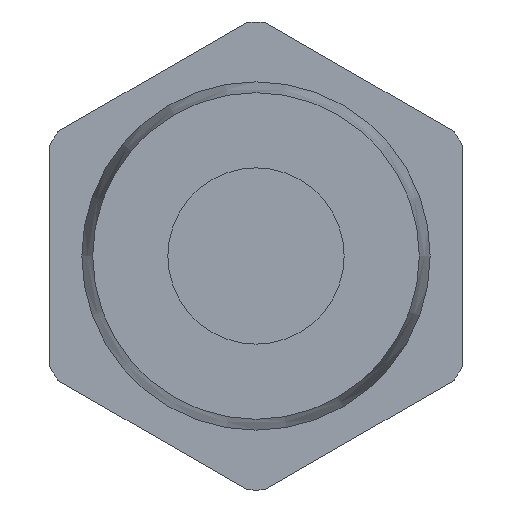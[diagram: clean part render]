
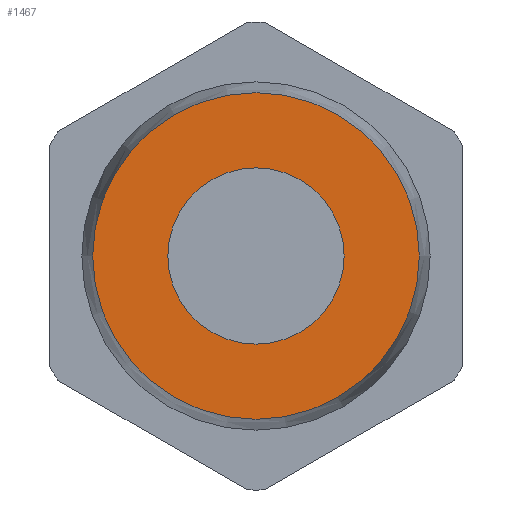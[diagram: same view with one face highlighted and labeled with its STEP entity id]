
A CAD part, front view. The second image highlights one B-rep face of the part: STEP entity #1467.
In plain terms, the highlighted planar face has unit normal (0, -1, 0).
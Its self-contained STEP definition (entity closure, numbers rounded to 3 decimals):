
#480=FACE_BOUND('',#2292,.T.);
#481=FACE_BOUND('',#2293,.T.);
#1467=ADVANCED_FACE('',(#480,#481),#1652,.F.);
#1652=PLANE('',#6241);
#2292=EDGE_LOOP('',(#3696));
#2293=EDGE_LOOP('',(#3697));
#3696=ORIENTED_EDGE('',*,*,#5231,.T.);
#3697=ORIENTED_EDGE('',*,*,#5232,.F.);
#4481=VERTEX_POINT('',#10498);
#4482=VERTEX_POINT('',#10500);
#5231=EDGE_CURVE('',#4481,#4481,#5615,.T.);
#5232=EDGE_CURVE('',#4482,#4482,#5616,.T.);
#5615=CIRCLE('',#6239,4.05);
#5616=CIRCLE('',#6240,7.5);
#6239=AXIS2_PLACEMENT_3D('',#10497,#7798,#7799);
#6240=AXIS2_PLACEMENT_3D('',#10499,#7800,#7801);
#6241=AXIS2_PLACEMENT_3D('',#10501,#7802,#7803);
#7798=DIRECTION('',(0.,1.,0.));
#7799=DIRECTION('',(0.,0.,1.));
#7800=DIRECTION('',(0.,1.,0.));
#7801=DIRECTION('',(-1.,0.,0.));
#7802=DIRECTION('',(0.,1.,0.));
#7803=DIRECTION('',(-1.,0.,0.));
#10497=CARTESIAN_POINT('',(0.,-30.5,0.));
#10498=CARTESIAN_POINT('',(0.,-30.5,4.05));
#10499=CARTESIAN_POINT('',(0.,-30.5,0.));
#10500=CARTESIAN_POINT('',(-7.5,-30.5,0.));
#10501=CARTESIAN_POINT('',(0.,-30.5,0.));
